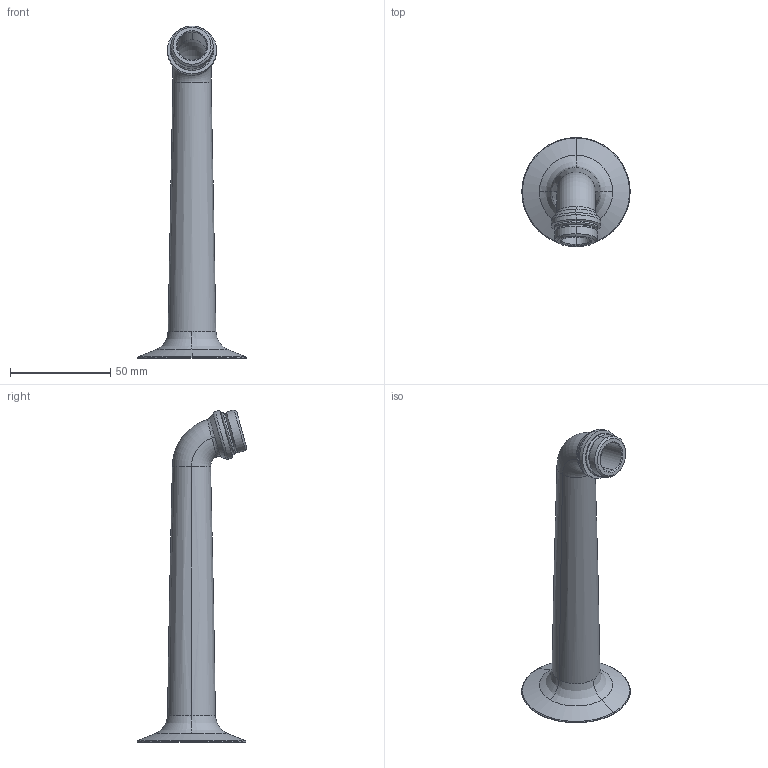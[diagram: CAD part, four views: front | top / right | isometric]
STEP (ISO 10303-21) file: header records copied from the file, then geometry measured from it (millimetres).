
FILE_DESCRIPTION((''),'2;1');
FILE_NAME('ZSOF015CR','2021-11-29T10:41:34',('ut3'),('PAFFONI SpA'),'CREO PARAMETRIC BY PTC INC, 2020044','CREO PARAMETRIC BY PTC INC, 2020044','');
FILE_SCHEMA(('CONFIG_CONTROL_DESIGN','SHAPE_APPEARANCE_LAYERS_GROUPS'));
Length unit declared in the file: millimetre
Products named in the file (1): ZSOF015CR
Bounding box: 54 x 54.53 x 165.23 mm (x, y, z)
Volume: 25171.3 mm3; surface area: 24568.5 mm2
Topology: 2 solids, 2 shells, 56 faces, 120 edges, 68 vertices
Faces by surface type: bspline 16, torus 14, cone 12, cylinder 10, plane 4
Entity records: 3182 total; most frequent: CARTESIAN_POINT 1540, DIRECTION 254, ORIENTED_EDGE 240, EDGE_CURVE 120, AXIS2_PLACEMENT_3D 114, CIRCLE 74, VERTEX_POINT 68, EDGE_LOOP 60
